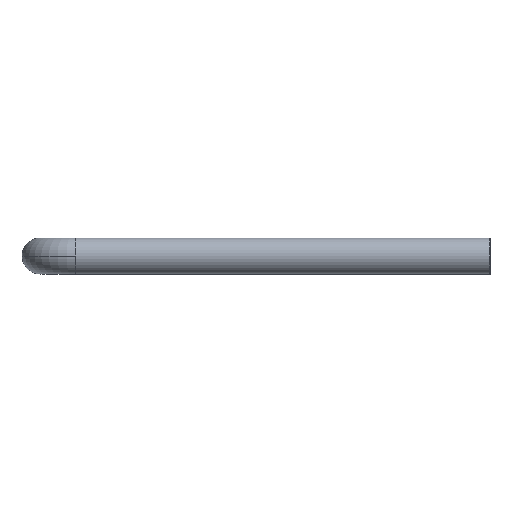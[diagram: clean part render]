
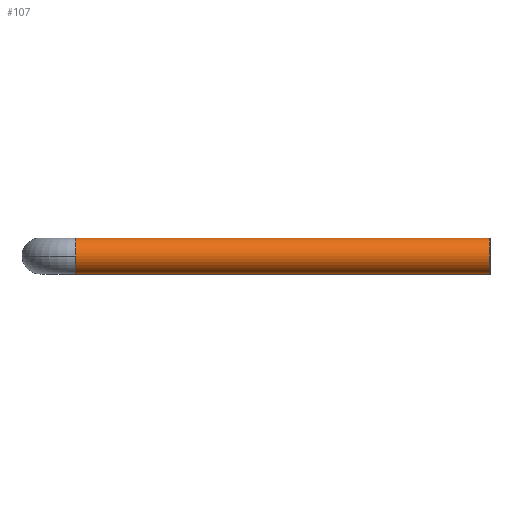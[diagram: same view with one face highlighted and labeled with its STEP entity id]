
A CAD part, left-side view. The second image highlights one B-rep face of the part: STEP entity #107.
In plain terms, the highlighted cylindrical face has radius 0.5 mm (diameter 1 mm), a partial arc.
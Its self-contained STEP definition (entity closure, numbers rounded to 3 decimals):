
#1 = DIRECTION ( 'NONE',  ( 0., 1., 0. ) ) ;
#5 = CARTESIAN_POINT ( 'NONE',  ( 0., 11.5, 0. ) ) ;
#6 = ORIENTED_EDGE ( 'NONE', *, *, #108, .F. ) ;
#11 = DIRECTION ( 'NONE',  ( 0., 0., 1. ) ) ;
#21 = VERTEX_POINT ( 'NONE', #206 ) ;
#27 = EDGE_CURVE ( 'NONE', #100, #104, #330, .T. ) ;
#38 = EDGE_CURVE ( 'NONE', #131, #21, #261, .T. ) ;
#63 = ORIENTED_EDGE ( 'NONE', *, *, #38, .F. ) ;
#64 = ORIENTED_EDGE ( 'NONE', *, *, #27, .F. ) ;
#70 = EDGE_LOOP ( 'NONE', ( #63, #6, #64, #76, #77 ) ) ;
#71 = EDGE_CURVE ( 'NONE', #125, #21, #227, .T. ) ;
#76 = ORIENTED_EDGE ( 'NONE', *, *, #96, .T. ) ;
#77 = ORIENTED_EDGE ( 'NONE', *, *, #71, .T. ) ;
#96 = EDGE_CURVE ( 'NONE', #100, #125, #147, .T. ) ;
#100 = VERTEX_POINT ( 'NONE', #160 ) ;
#104 = VERTEX_POINT ( 'NONE', #167 ) ;
#107 = ADVANCED_FACE ( 'NONE', ( #169 ), #168, .T. ) ;
#108 = EDGE_CURVE ( 'NONE', #104, #131, #171, .T. ) ;
#125 = VERTEX_POINT ( 'NONE', #345 ) ;
#131 = VERTEX_POINT ( 'NONE', #363 ) ;
#146 = CARTESIAN_POINT ( 'NONE',  ( 0., 11.5, -0.5 ) ) ;
#147 = LINE ( 'NONE', #146, #149 ) ;
#148 = DIRECTION ( 'NONE',  ( 0., -1., 0. ) ) ;
#149 = VECTOR ( 'NONE', #148, 1000. ) ;
#160 = CARTESIAN_POINT ( 'NONE',  ( 0., 11.5, -0.5 ) ) ;
#164 = DIRECTION ( 'NONE',  ( 0., -1., 0. ) ) ;
#165 = CARTESIAN_POINT ( 'NONE',  ( 0., 11.5, 0. ) ) ;
#166 = AXIS2_PLACEMENT_3D ( 'NONE', #165, #164, #172 ) ;
#167 = CARTESIAN_POINT ( 'NONE',  ( -0.5, 11.5, 0. ) ) ;
#168 = CYLINDRICAL_SURFACE ( 'NONE', #166, 0.5 ) ;
#169 = FACE_OUTER_BOUND ( 'NONE', #70, .T. ) ;
#170 = AXIS2_PLACEMENT_3D ( 'NONE', #5, #1, #11 ) ;
#171 = CIRCLE ( 'NONE', #170, 0.5 ) ;
#172 = DIRECTION ( 'NONE',  ( 0., 0., -1. ) ) ;
#205 = DIRECTION ( 'NONE',  ( 0., 0., 1. ) ) ;
#206 = CARTESIAN_POINT ( 'NONE',  ( 0., 0., 0.5 ) ) ;
#223 = DIRECTION ( 'NONE',  ( 0., 0., 1. ) ) ;
#224 = DIRECTION ( 'NONE',  ( 0., 1., 0. ) ) ;
#225 = CARTESIAN_POINT ( 'NONE',  ( 0., 0., 0. ) ) ;
#226 = AXIS2_PLACEMENT_3D ( 'NONE', #225, #224, #223 ) ;
#227 = CIRCLE ( 'NONE', #226, 0.5 ) ;
#258 = DIRECTION ( 'NONE',  ( 0., -1., 0. ) ) ;
#259 = VECTOR ( 'NONE', #258, 1000. ) ;
#260 = CARTESIAN_POINT ( 'NONE',  ( 0., 11.5, 0.5 ) ) ;
#261 = LINE ( 'NONE', #260, #259 ) ;
#327 = DIRECTION ( 'NONE',  ( 0., 1., 0. ) ) ;
#328 = CARTESIAN_POINT ( 'NONE',  ( 0., 11.5, 0. ) ) ;
#329 = AXIS2_PLACEMENT_3D ( 'NONE', #328, #327, #205 ) ;
#330 = CIRCLE ( 'NONE', #329, 0.5 ) ;
#345 = CARTESIAN_POINT ( 'NONE',  ( 0., 0., -0.5 ) ) ;
#363 = CARTESIAN_POINT ( 'NONE',  ( 0., 11.5, 0.5 ) ) ;
